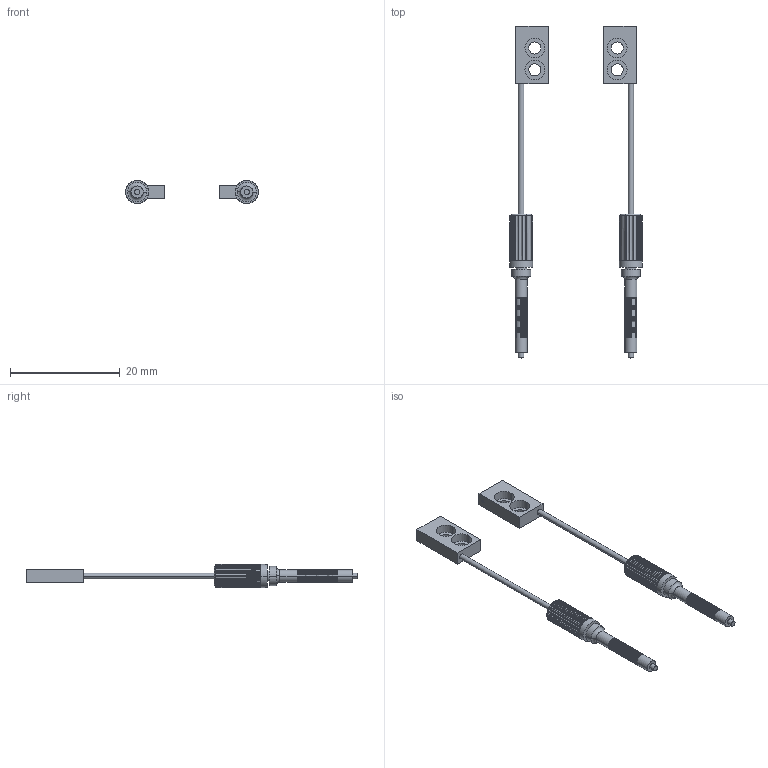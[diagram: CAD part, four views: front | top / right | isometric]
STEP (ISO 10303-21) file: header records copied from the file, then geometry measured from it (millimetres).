
FILE_DESCRIPTION((''),'2;1');
FILE_NAME('PTY57TZ_ASM','2021-12-10T10:53:33',('Administrator'),(''),'CREO PARAMETRIC BY PTC INC, 2018400','CREO PARAMETRIC BY PTC INC, 2018400','');
FILE_SCHEMA(('CONFIG_CONTROL_DESIGN'));
Length unit declared in the file: millimetre
Products named in the file (6): PRT0001_; JW22_10__; ASM0001__ASM; PRT0003_; ASM0002_ASM; PTY57TZ_ASM
Assembly tree (6 placements, depth 3):
  PTY57TZ_ASM
    ASM0001__ASM
      PRT0001_
      JW22_10__
    ASM0002_ASM
      PRT0003_
      JW22_10__
Bounding box: 24.2 x 60.5 x 4.2 mm (x, y, z)
Volume: 665.6 mm3; surface area: 1621.2 mm2
Topology: 4 solids, 4 shells, 780 faces, 1868 edges, 1108 vertices
Faces by surface type: cylinder 392, plane 228, torus 152, cone 8
Entity records: 12471 total; most frequent: CARTESIAN_POINT 2446, DIRECTION 2384, ORIENTED_EDGE 1964, AXIS2_PLACEMENT_3D 1074, EDGE_CURVE 982, CIRCLE 646, VERTEX_POINT 586, EDGE_LOOP 432
